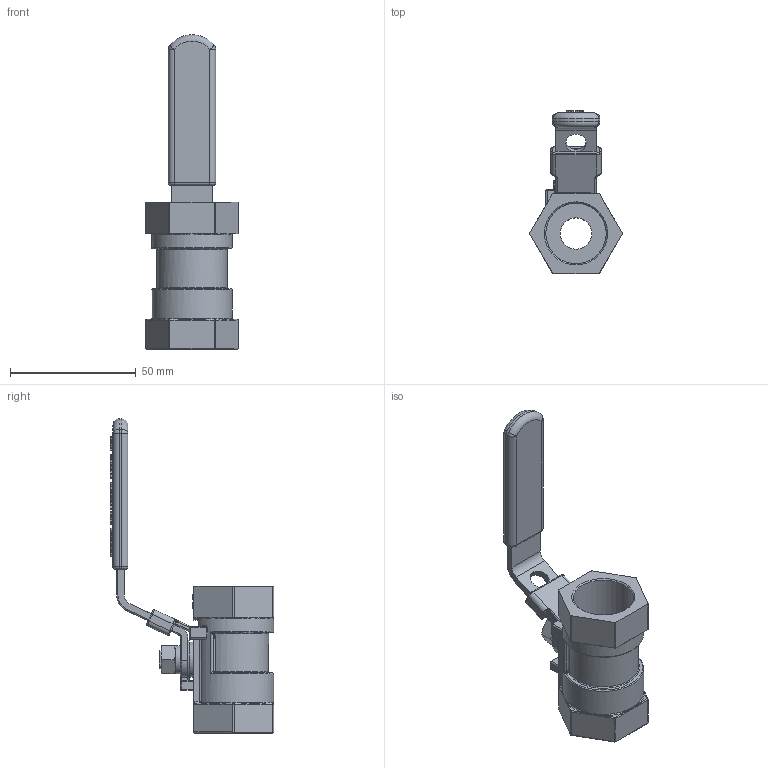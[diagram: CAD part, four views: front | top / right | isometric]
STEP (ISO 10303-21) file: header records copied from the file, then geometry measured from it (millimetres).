
FILE_DESCRIPTION(/* description */ ('708005'),/* implementation_level */ '2;1');
FILE_NAME(/* name */ '708005.stp',/* time_stamp */ '2016-09-08T10:13:58+02:00',/* author */ ('jmorand'),/* organization */ ('Sferaco'),/* preprocessor_version */ 'ST-DEVELOPER v16.5',/* originating_system */ 'Autodesk Inventor 2017',/* authorisation */ '');
FILE_SCHEMA (('AUTOMOTIVE_DESIGN { 1 0 10303 214 3 1 1 }'));
Products named in the file (1): 708005_bd
Bounding box: 36.8 x 65 x 125.21 mm (x, y, z)
Volume: 40825.5 mm3; surface area: 18421.2 mm2
Topology: 1 solids, 2 shells, 1194 faces, 3138 edges, 1994 vertices
Faces by surface type: bspline 506, plane 482, cylinder 126, torus 43, cone 20, sphere 17
Full cylindrical faces by diameter (mm): 8 x2, 12.5 x1, 14 x1, 16 x1, 24.117 x2, 32 x1
Entity records: 46425 total; most frequent: CARTESIAN_POINT 19108, ORIENTED_EDGE 6196, DIRECTION 3935, EDGE_CURVE 3098, VERTEX_POINT 1989, LINE 1673, VECTOR 1673, EDGE_LOOP 1293
